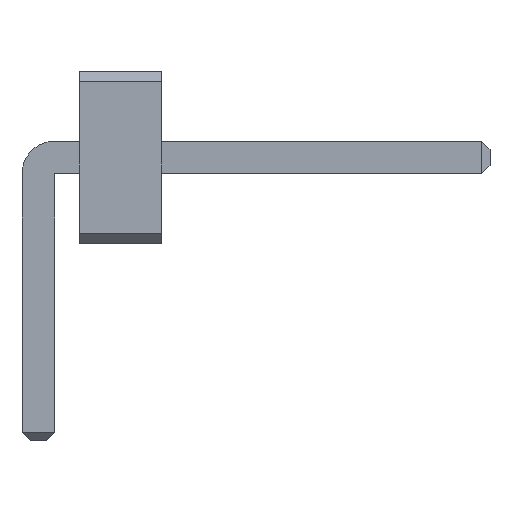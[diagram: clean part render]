
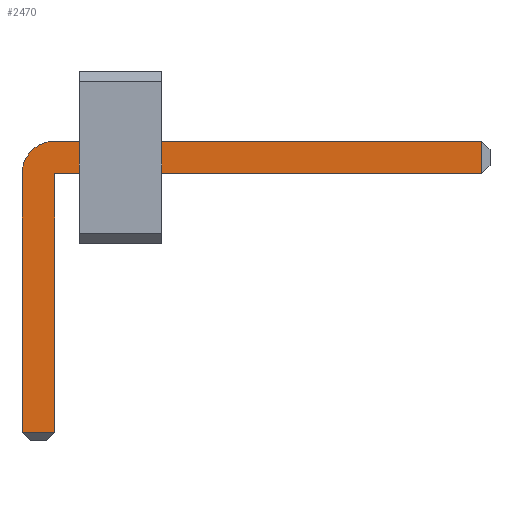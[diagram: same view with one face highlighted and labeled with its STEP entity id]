
A CAD part, front view. The second image highlights one B-rep face of the part: STEP entity #2470.
In plain terms, the highlighted planar face has unit normal (0, -1, 0).
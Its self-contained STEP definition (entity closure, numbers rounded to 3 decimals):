
#13=DIRECTION('',(0.,0.,1.));
#27=VECTOR('',#28,1.);
#28=DIRECTION('',(1.,0.,0.));
#1069=VECTOR('',#13,1.);
#2244=DIRECTION('',(0.,0.,-1.));
#2281=VECTOR('',#2244,1.);
#2288=VECTOR('',#2289,1.);
#2289=DIRECTION('',(-1.,0.,0.));
#2310=DIRECTION('',(-0.,1.,0.));
#2314=DIRECTION('',(0.,1.,0.));
#2315=DIRECTION('',(1.,0.,0.));
#2322=VERTEX_POINT('',#2323);
#2323=CARTESIAN_POINT('',(0.2,-21.79,1.25));
#2325=ORIENTED_EDGE('',*,*,#2326,.T.);
#2326=EDGE_CURVE('',#2322,#2327,#2329,.T.);
#2327=VERTEX_POINT('',#2328);
#2328=CARTESIAN_POINT('',(5.4,-21.79,1.25));
#2329=LINE('',#2330,#27);
#2330=CARTESIAN_POINT('',(-0.2,-21.79,1.25));
#2366=EDGE_CURVE('',#2367,#2322,#2369,.T.);
#2367=VERTEX_POINT('',#2368);
#2368=CARTESIAN_POINT('',(-0.2,-21.79,0.85));
#2369=CIRCLE('',#2370,0.4);
#2370=AXIS2_PLACEMENT_3D('',#2371,#2310,#2244);
#2371=CARTESIAN_POINT('',(0.2,-21.79,0.85));
#2383=VERTEX_POINT('',#2384);
#2384=CARTESIAN_POINT('',(5.4,-21.79,0.85));
#2386=ORIENTED_EDGE('',*,*,#2387,.T.);
#2387=EDGE_CURVE('',#2383,#2388,#2389,.T.);
#2388=VERTEX_POINT('',#2371);
#2389=LINE('',#2390,#2288);
#2390=CARTESIAN_POINT('',(5.5,-21.79,0.85));
#2402=VERTEX_POINT('',#2403);
#2403=CARTESIAN_POINT('',(-0.2,-21.79,-2.3));
#2405=ORIENTED_EDGE('',*,*,#2406,.T.);
#2406=EDGE_CURVE('',#2402,#2367,#2407,.T.);
#2407=LINE('',#2408,#1069);
#2408=CARTESIAN_POINT('',(-0.2,-21.79,-2.4));
#2416=ORIENTED_EDGE('',*,*,#2417,.T.);
#2417=EDGE_CURVE('',#2388,#2418,#2420,.T.);
#2418=VERTEX_POINT('',#2419);
#2419=CARTESIAN_POINT('',(0.2,-21.79,-2.3));
#2420=LINE('',#2371,#2281);
#2470=ADVANCED_FACE('',(#2471),#2480,.F.);
#2471=FACE_BOUND('',#2472,.F.);
#2472=EDGE_LOOP('',(#2325,#2473,#2386,#2416,#2476,#2405,#2479));
#2473=ORIENTED_EDGE('',*,*,#2474,.T.);
#2474=EDGE_CURVE('',#2327,#2383,#2475,.T.);
#2475=LINE('',#2328,#2281);
#2476=ORIENTED_EDGE('',*,*,#2477,.T.);
#2477=EDGE_CURVE('',#2418,#2402,#2478,.T.);
#2478=LINE('',#2419,#2288);
#2479=ORIENTED_EDGE('',*,*,#2366,.T.);
#2480=PLANE('',#2481);
#2481=AXIS2_PLACEMENT_3D('',#2482,#2314,#2315);
#2482=CARTESIAN_POINT('',(1.729,-21.79,0.346));
